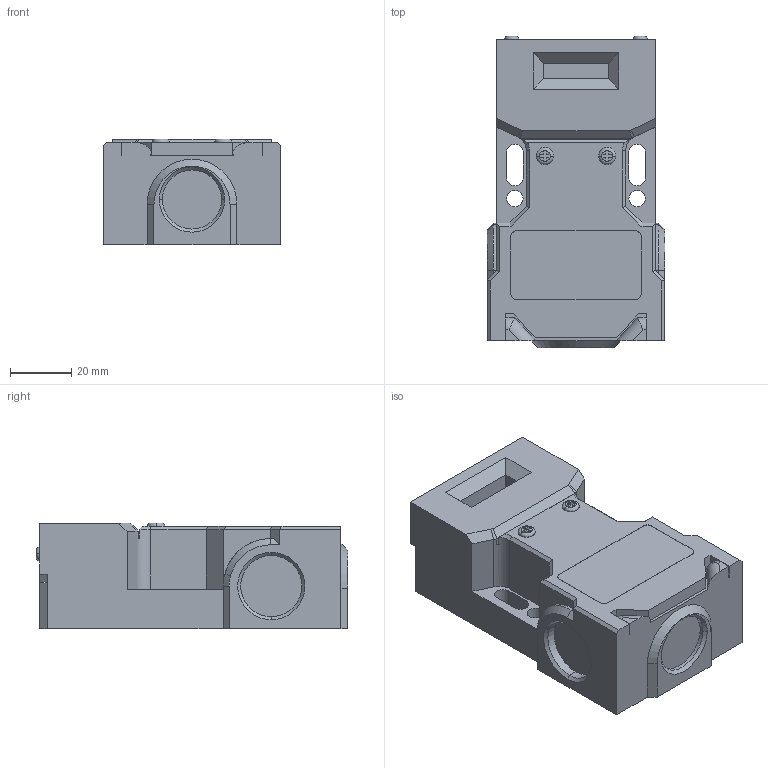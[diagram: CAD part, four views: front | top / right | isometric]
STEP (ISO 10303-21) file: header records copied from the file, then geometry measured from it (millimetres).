
FILE_DESCRIPTION (( 'STEP AP214' ), '1' );
FILE_NAME ('KP-200008.STEP', '2014-06-19T15:49:12', ( '' ), ( '' ), 'SwSTEP 2.0', 'SolidWorks 2013', '' );
FILE_SCHEMA (( 'AUTOMOTIVE_DESIGN' ));
Length unit declared in the file: millimetre
Products named in the file (1): KP-200008
Bounding box: 58 x 101.85 x 34.6 mm (x, y, z)
Volume: 158770.3 mm3; surface area: 25500.9 mm2
Topology: 1 solids, 1 shells, 206 faces, 534 edges, 338 vertices
Faces by surface type: plane 147, cylinder 32, cone 11, torus 8, bspline 8
Entity records: 8120 total; most frequent: CARTESIAN_POINT 1615, ORIENTED_EDGE 1068, DIRECTION 984, EDGE_CURVE 534, LINE 374, VECTOR 374, VERTEX_POINT 338, AXIS2_PLACEMENT_3D 305
